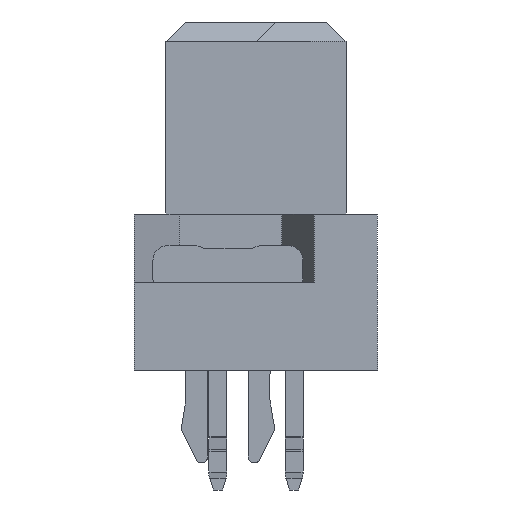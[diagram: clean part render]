
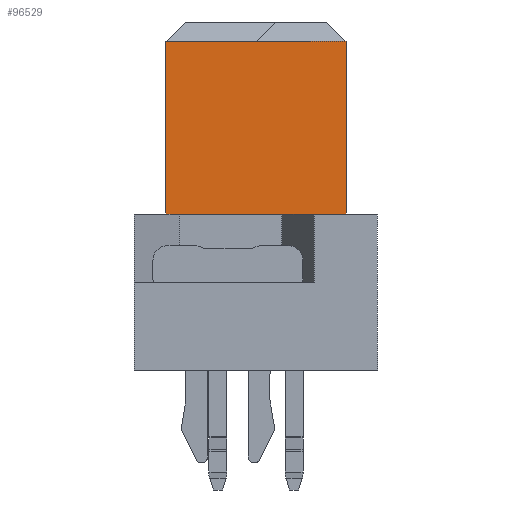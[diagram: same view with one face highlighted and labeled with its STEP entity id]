
A CAD part, left-side view. The second image highlights one B-rep face of the part: STEP entity #96529.
In plain terms, the highlighted planar face has unit normal (-1, 0, 0).
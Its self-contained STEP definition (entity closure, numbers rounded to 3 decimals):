
#1151=CARTESIAN_POINT('',(-14.57,-0.857,5.2));
#1152=VERTEX_POINT('',#1151);
#1188=CARTESIAN_POINT('',(-14.57,2.562,5.2));
#1189=VERTEX_POINT('',#1188);
#17606=CARTESIAN_POINT('',(-14.57,-3.,5.2));
#17607=VERTEX_POINT('',#17606);
#17614=CARTESIAN_POINT('',(-14.57,-3.,5.2));
#17615=DIRECTION('',(0.,1.,0.));
#17616=VECTOR('',#17615,2.143);
#17617=LINE('',#17614,#17616);
#17618=EDGE_CURVE('',#17607,#1152,#17617,.T.);
#17633=CARTESIAN_POINT('',(-14.57,3.,5.2));
#17634=VERTEX_POINT('',#17633);
#17635=CARTESIAN_POINT('',(-14.57,2.562,5.2));
#17636=DIRECTION('',(0.,1.,0.));
#17637=VECTOR('',#17636,0.438);
#17638=LINE('',#17635,#17637);
#17639=EDGE_CURVE('',#1189,#17634,#17638,.T.);
#17722=CARTESIAN_POINT('',(-14.57,3.,10.96));
#17723=VERTEX_POINT('',#17722);
#17724=CARTESIAN_POINT('',(-14.57,3.,5.2));
#17725=DIRECTION('',(0.,0.,1.));
#17726=VECTOR('',#17725,5.76);
#17727=LINE('',#17724,#17726);
#17728=EDGE_CURVE('',#17634,#17723,#17727,.T.);
#17801=CARTESIAN_POINT('',(-14.57,-3.,10.96));
#17802=VERTEX_POINT('',#17801);
#17809=CARTESIAN_POINT('',(-14.57,-3.,10.96));
#17810=DIRECTION('',(0.,0.,-1.));
#17811=VECTOR('',#17810,5.76);
#17812=LINE('',#17809,#17811);
#17813=EDGE_CURVE('',#17802,#17607,#17812,.T.);
#96506=CARTESIAN_POINT('',(-14.57,0.,8.2));
#96507=DIRECTION('',(0.,1.,0.));
#96508=DIRECTION('',(1.,0.,-0.));
#96509=AXIS2_PLACEMENT_3D('',#96506,#96508,#96507);
#96510=PLANE('',#96509);
#96511=ORIENTED_EDGE('',*,*,#17813,.T.);
#96512=ORIENTED_EDGE('',*,*,#17618,.T.);
#96513=CARTESIAN_POINT('',(-14.57,-0.857,5.2));
#96514=DIRECTION('',(0.,1.,0.));
#96515=VECTOR('',#96514,3.419);
#96516=LINE('',#96513,#96515);
#96517=EDGE_CURVE('',#1152,#1189,#96516,.T.);
#96518=ORIENTED_EDGE('',*,*,#96517,.T.);
#96519=ORIENTED_EDGE('',*,*,#17639,.T.);
#96520=ORIENTED_EDGE('',*,*,#17728,.T.);
#96521=CARTESIAN_POINT('',(-14.57,3.,10.96));
#96522=DIRECTION('',(0.,-1.,0.));
#96523=VECTOR('',#96522,6.);
#96524=LINE('',#96521,#96523);
#96525=EDGE_CURVE('',#17723,#17802,#96524,.T.);
#96526=ORIENTED_EDGE('',*,*,#96525,.T.);
#96527=EDGE_LOOP('',(#96511,#96512,#96518,#96519,#96520,#96526));
#96528=FACE_OUTER_BOUND('',#96527,.F.);
#96529=ADVANCED_FACE('',(#96528),#96510,.F.);
